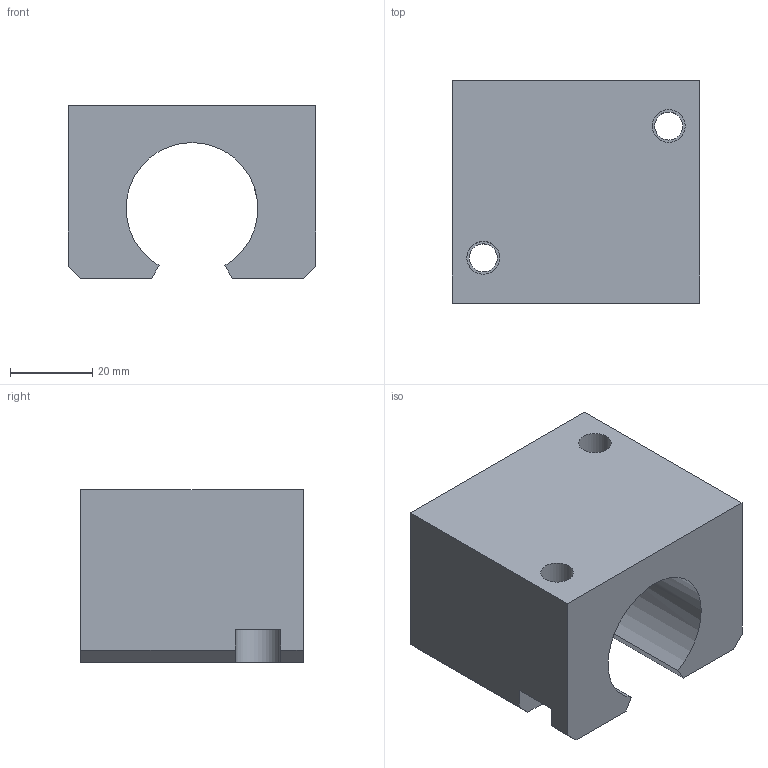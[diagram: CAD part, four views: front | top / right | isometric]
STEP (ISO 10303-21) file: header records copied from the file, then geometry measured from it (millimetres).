
FILE_DESCRIPTION( ( 'STEP AP214' ), '1' );
FILE_NAME( 'SGO-20.stp', '2010-02-01T13:14:04', ( ' ' ), ( ' ' ), 'XStep 1.0', ' ', ' ' );
FILE_SCHEMA( ( 'CONFIG_CONTROL_DESIGN) ( )' ) );
Length unit declared in the file: metre
Products named in the file (1): 1
Bounding box: 60 x 54 x 42 mm (x, y, z)
Volume: 84490.5 mm3; surface area: 20376.5 mm2
Topology: 1 solids, 1 shells, 32 faces, 85 edges, 58 vertices
Faces by surface type: plane 22, cylinder 10
Full cylindrical faces by diameter (mm): 4 x2, 6.8 x2, 8 x3
Entity records: 1316 total; most frequent: CARTESIAN_POINT 265, DIRECTION 156, ORIENTED_EDGE 148, EDGE_CURVE 74, VERTEX_POINT 54, LINE 54, VECTOR 54, AXIS2_PLACEMENT_3D 51
